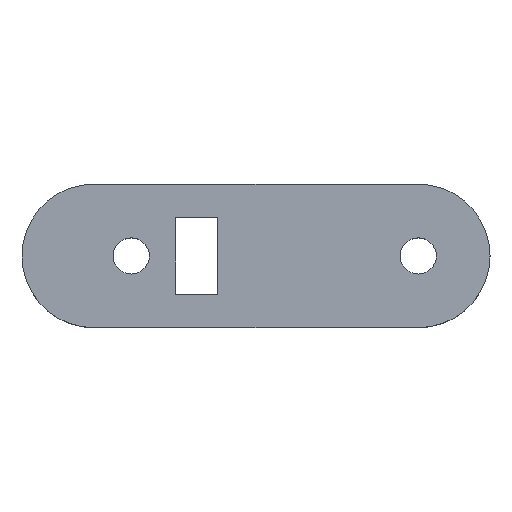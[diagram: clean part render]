
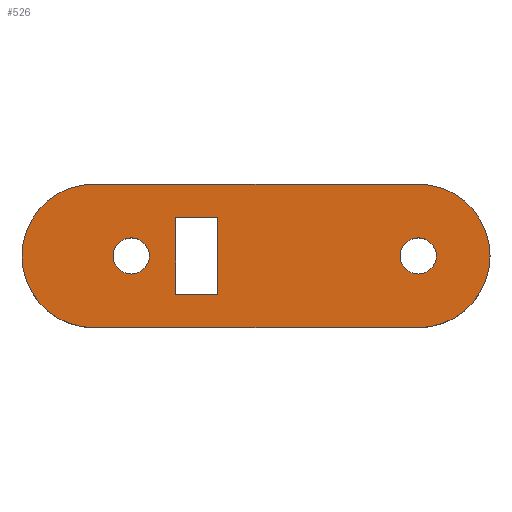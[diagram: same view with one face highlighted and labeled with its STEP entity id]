
A CAD part, top view. The second image highlights one B-rep face of the part: STEP entity #526.
In plain terms, the highlighted planar face has unit normal (0, 0, 1).
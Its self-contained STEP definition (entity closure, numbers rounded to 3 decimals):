
#1 = ORIENTED_EDGE ( 'NONE', *, *, #295, .F. ) ;
#2 = VERTEX_POINT ( 'NONE', #196 ) ;
#25 = DIRECTION ( 'NONE',  ( -1., 0., 0. ) ) ;
#32 = FACE_BOUND ( 'NONE', #78, .T. ) ;
#42 = EDGE_CURVE ( 'NONE', #326, #101, #243, .T. ) ;
#43 = VECTOR ( 'NONE', #395, 1000. ) ;
#45 = AXIS2_PLACEMENT_3D ( 'NONE', #79, #301, #83 ) ;
#52 = CARTESIAN_POINT ( 'NONE',  ( 596.721, 457.4, 6. ) ) ;
#53 = VERTEX_POINT ( 'NONE', #244 ) ;
#56 = CARTESIAN_POINT ( 'NONE',  ( 612.771, 460.483, 6. ) ) ;
#69 = EDGE_CURVE ( 'NONE', #448, #2, #129, .T. ) ;
#76 = DIRECTION ( 'NONE',  ( 0., 0., 1. ) ) ;
#77 = EDGE_CURVE ( 'NONE', #378, #111, #551, .T. ) ;
#78 = EDGE_LOOP ( 'NONE', ( #247, #407, #529, #263 ) ) ;
#79 = CARTESIAN_POINT ( 'NONE',  ( 586.771, 460.483, 6. ) ) ;
#81 = AXIS2_PLACEMENT_3D ( 'NONE', #451, #178, #491 ) ;
#83 = DIRECTION ( 'NONE',  ( 1., 0., 0. ) ) ;
#84 = VERTEX_POINT ( 'NONE', #200 ) ;
#90 = LINE ( 'NONE', #329, #252 ) ;
#92 = EDGE_LOOP ( 'NONE', ( #226, #117 ) ) ;
#94 = ORIENTED_EDGE ( 'NONE', *, *, #77, .T. ) ;
#95 = EDGE_CURVE ( 'NONE', #101, #326, #482, .T. ) ;
#101 = VERTEX_POINT ( 'NONE', #513 ) ;
#103 = DIRECTION ( 'NONE',  ( -1., 0., 0. ) ) ;
#104 = AXIS2_PLACEMENT_3D ( 'NONE', #352, #122, #518 ) ;
#108 = CARTESIAN_POINT ( 'NONE',  ( 586.771, 460.483, 6. ) ) ;
#111 = VERTEX_POINT ( 'NONE', #391 ) ;
#117 = ORIENTED_EDGE ( 'NONE', *, *, #42, .F. ) ;
#119 = DIRECTION ( 'NONE',  ( 0., 0., 1. ) ) ;
#121 = CARTESIAN_POINT ( 'NONE',  ( 589.771, 460.483, 6. ) ) ;
#122 = DIRECTION ( 'NONE',  ( 0., 0., 1. ) ) ;
#124 = CARTESIAN_POINT ( 'NONE',  ( 593.321, 457.4, 6. ) ) ;
#126 = EDGE_CURVE ( 'NONE', #249, #150, #210, .T. ) ;
#127 = VERTEX_POINT ( 'NONE', #124 ) ;
#129 = CIRCLE ( 'NONE', #104, 5.75 ) ;
#134 = ORIENTED_EDGE ( 'NONE', *, *, #286, .T. ) ;
#137 = CIRCLE ( 'NONE', #211, 1.45 ) ;
#142 = DIRECTION ( 'NONE',  ( 0., 0., 1. ) ) ;
#150 = VERTEX_POINT ( 'NONE', #305 ) ;
#152 = DIRECTION ( 'NONE',  ( 0., 0., 1. ) ) ;
#154 = DIRECTION ( 'NONE',  ( 1., 0., 0. ) ) ;
#164 = EDGE_LOOP ( 'NONE', ( #1, #393 ) ) ;
#166 = EDGE_CURVE ( 'NONE', #127, #249, #324, .T. ) ;
#178 = DIRECTION ( 'NONE',  ( 0., 0., 1. ) ) ;
#181 = EDGE_CURVE ( 'NONE', #53, #127, #523, .T. ) ;
#183 = AXIS2_PLACEMENT_3D ( 'NONE', #557, #76, #293 ) ;
#196 = CARTESIAN_POINT ( 'NONE',  ( 612.771, 466.233, 6. ) ) ;
#197 = VECTOR ( 'NONE', #404, 1000. ) ;
#200 = CARTESIAN_POINT ( 'NONE',  ( 614.221, 460.483, 6. ) ) ;
#203 = CARTESIAN_POINT ( 'NONE',  ( 596.721, 463.565, 6. ) ) ;
#210 = LINE ( 'NONE', #203, #43 ) ;
#211 = AXIS2_PLACEMENT_3D ( 'NONE', #56, #496, #410 ) ;
#222 = CARTESIAN_POINT ( 'NONE',  ( 581.021, 460.483, 6. ) ) ;
#226 = ORIENTED_EDGE ( 'NONE', *, *, #95, .F. ) ;
#229 = FACE_OUTER_BOUND ( 'NONE', #282, .T. ) ;
#234 = VECTOR ( 'NONE', #406, 1000. ) ;
#242 = AXIS2_PLACEMENT_3D ( 'NONE', #121, #119, #431 ) ;
#243 = CIRCLE ( 'NONE', #242, 1.45 ) ;
#244 = CARTESIAN_POINT ( 'NONE',  ( 593.321, 463.565, 6. ) ) ;
#247 = ORIENTED_EDGE ( 'NONE', *, *, #181, .F. ) ;
#249 = VERTEX_POINT ( 'NONE', #52 ) ;
#252 = VECTOR ( 'NONE', #25, 1000. ) ;
#262 = ORIENTED_EDGE ( 'NONE', *, *, #366, .T. ) ;
#263 = ORIENTED_EDGE ( 'NONE', *, *, #166, .F. ) ;
#265 = CARTESIAN_POINT ( 'NONE',  ( 593.321, 457.4, 6. ) ) ;
#267 = VERTEX_POINT ( 'NONE', #374 ) ;
#281 = EDGE_CURVE ( 'NONE', #267, #378, #477, .T. ) ;
#282 = EDGE_LOOP ( 'NONE', ( #134, #481, #262, #358, #94 ) ) ;
#286 = EDGE_CURVE ( 'NONE', #111, #448, #459, .T. ) ;
#293 = DIRECTION ( 'NONE',  ( 1., 0., 0. ) ) ;
#295 = EDGE_CURVE ( 'NONE', #439, #84, #497, .T. ) ;
#301 = DIRECTION ( 'NONE',  ( 0., 0., 1. ) ) ;
#305 = CARTESIAN_POINT ( 'NONE',  ( 596.721, 463.565, 6. ) ) ;
#315 = CARTESIAN_POINT ( 'NONE',  ( 589.771, 466.233, 6. ) ) ;
#321 = CARTESIAN_POINT ( 'NONE',  ( 591.221, 460.483, 6. ) ) ;
#324 = LINE ( 'NONE', #360, #197 ) ;
#325 = DIRECTION ( 'NONE',  ( 1., 0., 0. ) ) ;
#326 = VERTEX_POINT ( 'NONE', #321 ) ;
#329 = CARTESIAN_POINT ( 'NONE',  ( 593.321, 463.565, 6. ) ) ;
#339 = AXIS2_PLACEMENT_3D ( 'NONE', #499, #142, #325 ) ;
#348 = EDGE_CURVE ( 'NONE', #84, #439, #137, .T. ) ;
#352 = CARTESIAN_POINT ( 'NONE',  ( 612.771, 460.483, 6. ) ) ;
#358 = ORIENTED_EDGE ( 'NONE', *, *, #281, .T. ) ;
#360 = CARTESIAN_POINT ( 'NONE',  ( 596.721, 457.4, 6. ) ) ;
#366 = EDGE_CURVE ( 'NONE', #2, #267, #472, .T. ) ;
#374 = CARTESIAN_POINT ( 'NONE',  ( 586.771, 466.233, 6. ) ) ;
#378 = VERTEX_POINT ( 'NONE', #222 ) ;
#380 = VECTOR ( 'NONE', #103, 1000. ) ;
#387 = FACE_BOUND ( 'NONE', #164, .T. ) ;
#389 = AXIS2_PLACEMENT_3D ( 'NONE', #108, #152, #154 ) ;
#391 = CARTESIAN_POINT ( 'NONE',  ( 586.771, 454.733, 6. ) ) ;
#393 = ORIENTED_EDGE ( 'NONE', *, *, #348, .F. ) ;
#395 = DIRECTION ( 'NONE',  ( 0., 1., 0. ) ) ;
#404 = DIRECTION ( 'NONE',  ( 1., 0., 0. ) ) ;
#406 = DIRECTION ( 'NONE',  ( 1., 0., 0. ) ) ;
#407 = ORIENTED_EDGE ( 'NONE', *, *, #492, .F. ) ;
#410 = DIRECTION ( 'NONE',  ( 1., 0., 0. ) ) ;
#431 = DIRECTION ( 'NONE',  ( 1., 0., 0. ) ) ;
#438 = FACE_BOUND ( 'NONE', #92, .T. ) ;
#439 = VERTEX_POINT ( 'NONE', #465 ) ;
#448 = VERTEX_POINT ( 'NONE', #539 ) ;
#451 = CARTESIAN_POINT ( 'NONE',  ( 612.771, 460.483, 6. ) ) ;
#459 = LINE ( 'NONE', #534, #234 ) ;
#465 = CARTESIAN_POINT ( 'NONE',  ( 611.321, 460.483, 6. ) ) ;
#472 = LINE ( 'NONE', #315, #380 ) ;
#477 = CIRCLE ( 'NONE', #339, 5.75 ) ;
#481 = ORIENTED_EDGE ( 'NONE', *, *, #69, .T. ) ;
#482 = CIRCLE ( 'NONE', #183, 1.45 ) ;
#485 = DIRECTION ( 'NONE',  ( 0., -1., 0. ) ) ;
#491 = DIRECTION ( 'NONE',  ( 1., 0., 0. ) ) ;
#492 = EDGE_CURVE ( 'NONE', #150, #53, #90, .T. ) ;
#496 = DIRECTION ( 'NONE',  ( 0., 0., 1. ) ) ;
#497 = CIRCLE ( 'NONE', #81, 1.45 ) ;
#499 = CARTESIAN_POINT ( 'NONE',  ( 586.771, 460.483, 6. ) ) ;
#508 = PLANE ( 'NONE',  #389 ) ;
#513 = CARTESIAN_POINT ( 'NONE',  ( 588.321, 460.483, 6. ) ) ;
#518 = DIRECTION ( 'NONE',  ( 1., 0., 0. ) ) ;
#523 = LINE ( 'NONE', #265, #537 ) ;
#526 = ADVANCED_FACE ( 'NONE', ( #387, #229, #438, #32 ), #508, .T. ) ;
#529 = ORIENTED_EDGE ( 'NONE', *, *, #126, .F. ) ;
#534 = CARTESIAN_POINT ( 'NONE',  ( 589.771, 454.733, 6. ) ) ;
#537 = VECTOR ( 'NONE', #485, 1000. ) ;
#539 = CARTESIAN_POINT ( 'NONE',  ( 612.771, 454.733, 6. ) ) ;
#551 = CIRCLE ( 'NONE', #45, 5.75 ) ;
#557 = CARTESIAN_POINT ( 'NONE',  ( 589.771, 460.483, 6. ) ) ;
